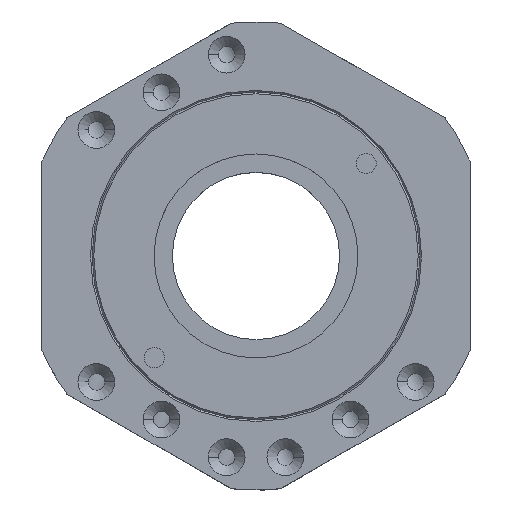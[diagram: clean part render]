
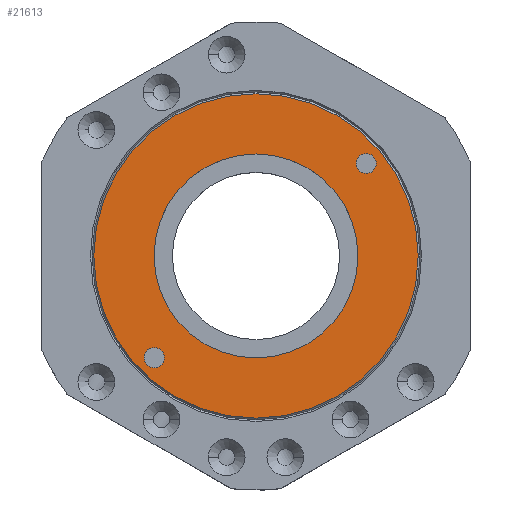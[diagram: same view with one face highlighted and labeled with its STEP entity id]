
A CAD part, top view. The second image highlights one B-rep face of the part: STEP entity #21613.
In plain terms, the highlighted face is planar.
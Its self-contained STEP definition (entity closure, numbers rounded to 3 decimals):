
#666 = ORIENTED_EDGE ( 'NONE', *, *, #14553, .F. ) ;
#921 = EDGE_CURVE ( 'NONE', #31298, #31949, #23192, .T. ) ;
#1350 = DIRECTION ( 'NONE',  ( 0., 0., -1. ) ) ;
#1678 = ORIENTED_EDGE ( 'NONE', *, *, #27128, .F. ) ;
#1763 = DIRECTION ( 'NONE',  ( -1., 0., 0. ) ) ;
#3199 = FACE_BOUND ( 'NONE', #11019, .T. ) ;
#4741 = CARTESIAN_POINT ( 'NONE',  ( 37.407, 14.707, 0. ) ) ;
#4782 = CIRCLE ( 'NONE', #33680, 30.5 ) ;
#4788 = DIRECTION ( 'NONE',  ( 1., 0., 0. ) ) ;
#4922 = DIRECTION ( 'NONE',  ( 0., 0., -1. ) ) ;
#6144 = DIRECTION ( 'NONE',  ( 1., 0., 0. ) ) ;
#6225 = VERTEX_POINT ( 'NONE', #24117 ) ;
#6652 = ORIENTED_EDGE ( 'NONE', *, *, #9411, .F. ) ;
#8193 = EDGE_CURVE ( 'NONE', #34373, #6225, #23402, .T. ) ;
#8413 = CARTESIAN_POINT ( 'NONE',  ( -30.5, 0., 0. ) ) ;
#8623 = FACE_BOUND ( 'NONE', #24186, .T. ) ;
#8742 = VERTEX_POINT ( 'NONE', #21594 ) ;
#8884 = CARTESIAN_POINT ( 'NONE',  ( 43.407, 14.707, 0. ) ) ;
#9241 = DIRECTION ( 'NONE',  ( 1., 0., 0. ) ) ;
#9411 = EDGE_CURVE ( 'NONE', #31949, #31298, #16235, .T. ) ;
#10668 = FACE_OUTER_BOUND ( 'NONE', #18891, .T. ) ;
#10837 = EDGE_CURVE ( 'NONE', #13763, #20445, #27874, .T. ) ;
#11019 = EDGE_LOOP ( 'NONE', ( #18458, #1678 ) ) ;
#11228 = AXIS2_PLACEMENT_3D ( 'NONE', #12342, #15043, #1763 ) ;
#11500 = DIRECTION ( 'NONE',  ( 0., 0., -1. ) ) ;
#11962 = DIRECTION ( 'NONE',  ( -1., 0., 0. ) ) ;
#12180 = DIRECTION ( 'NONE',  ( 0., 0., -1. ) ) ;
#12185 = AXIS2_PLACEMENT_3D ( 'NONE', #17319, #1350, #17201 ) ;
#12342 = CARTESIAN_POINT ( 'NONE',  ( -41.535, -11.129, 0. ) ) ;
#12384 = AXIS2_PLACEMENT_3D ( 'NONE', #33286, #11500, #11962 ) ;
#12595 = DIRECTION ( 'NONE',  ( 1., 0., 0. ) ) ;
#13763 = VERTEX_POINT ( 'NONE', #8413 ) ;
#14164 = DIRECTION ( 'NONE',  ( 0., 0., -1. ) ) ;
#14409 = AXIS2_PLACEMENT_3D ( 'NONE', #27252, #14164, #6144 ) ;
#14553 = EDGE_CURVE ( 'NONE', #20445, #13763, #4782, .T. ) ;
#14587 = CARTESIAN_POINT ( 'NONE',  ( 0., 0., 0. ) ) ;
#15043 = DIRECTION ( 'NONE',  ( 0., 0., -1. ) ) ;
#15706 = CIRCLE ( 'NONE', #11228, 3. ) ;
#16235 = CIRCLE ( 'NONE', #12384, 3. ) ;
#17201 = DIRECTION ( 'NONE',  ( 1., 0., 0. ) ) ;
#17280 = DIRECTION ( 'NONE',  ( 0., 0., -1. ) ) ;
#17319 = CARTESIAN_POINT ( 'NONE',  ( 0., 0., 0. ) ) ;
#17456 = CARTESIAN_POINT ( 'NONE',  ( 40.407, 14.707, 0. ) ) ;
#17866 = DIRECTION ( 'NONE',  ( -1., 0., 0. ) ) ;
#17893 = EDGE_CURVE ( 'NONE', #6225, #34373, #27984, .T. ) ;
#18079 = CARTESIAN_POINT ( 'NONE',  ( 0., 0., 0. ) ) ;
#18458 = ORIENTED_EDGE ( 'NONE', *, *, #21520, .F. ) ;
#18481 = ORIENTED_EDGE ( 'NONE', *, *, #8193, .T. ) ;
#18891 = EDGE_LOOP ( 'NONE', ( #18481, #19198 ) ) ;
#19198 = ORIENTED_EDGE ( 'NONE', *, *, #17893, .T. ) ;
#20047 = DIRECTION ( 'NONE',  ( -1., 0., 0. ) ) ;
#20440 = CARTESIAN_POINT ( 'NONE',  ( -41.535, -11.129, 0. ) ) ;
#20445 = VERTEX_POINT ( 'NONE', #32280 ) ;
#21520 = EDGE_CURVE ( 'NONE', #8742, #25124, #15706, .T. ) ;
#21594 = CARTESIAN_POINT ( 'NONE',  ( -44.535, -11.129, 0. ) ) ;
#21613 = ADVANCED_FACE ( 'NONE', ( #10668, #34016, #3199, #8623 ), #31119, .F. ) ;
#22508 = CIRCLE ( 'NONE', #34103, 3. ) ;
#22726 = EDGE_LOOP ( 'NONE', ( #24234, #6652 ) ) ;
#23099 = AXIS2_PLACEMENT_3D ( 'NONE', #18079, #28587, #4788 ) ;
#23192 = CIRCLE ( 'NONE', #23431, 3. ) ;
#23402 = CIRCLE ( 'NONE', #14409, 48.5 ) ;
#23431 = AXIS2_PLACEMENT_3D ( 'NONE', #17456, #12180, #20047 ) ;
#23588 = DIRECTION ( 'NONE',  ( 0., 0., -1. ) ) ;
#23872 = ORIENTED_EDGE ( 'NONE', *, *, #10837, .F. ) ;
#23910 = CARTESIAN_POINT ( 'NONE',  ( 48.5, 0., 0. ) ) ;
#24117 = CARTESIAN_POINT ( 'NONE',  ( -48.5, 0., 0. ) ) ;
#24186 = EDGE_LOOP ( 'NONE', ( #23872, #666 ) ) ;
#24234 = ORIENTED_EDGE ( 'NONE', *, *, #921, .F. ) ;
#25051 = AXIS2_PLACEMENT_3D ( 'NONE', #31372, #23588, #12595 ) ;
#25124 = VERTEX_POINT ( 'NONE', #28839 ) ;
#27128 = EDGE_CURVE ( 'NONE', #25124, #8742, #22508, .T. ) ;
#27252 = CARTESIAN_POINT ( 'NONE',  ( 0., 0., 0. ) ) ;
#27874 = CIRCLE ( 'NONE', #12185, 30.5 ) ;
#27984 = CIRCLE ( 'NONE', #25051, 48.5 ) ;
#28587 = DIRECTION ( 'NONE',  ( 0., 0., 1. ) ) ;
#28839 = CARTESIAN_POINT ( 'NONE',  ( -38.535, -11.129, 0. ) ) ;
#31119 = PLANE ( 'NONE',  #23099 ) ;
#31298 = VERTEX_POINT ( 'NONE', #4741 ) ;
#31372 = CARTESIAN_POINT ( 'NONE',  ( 0., 0., 0. ) ) ;
#31949 = VERTEX_POINT ( 'NONE', #8884 ) ;
#32280 = CARTESIAN_POINT ( 'NONE',  ( 30.5, 0., 0. ) ) ;
#33286 = CARTESIAN_POINT ( 'NONE',  ( 40.407, 14.707, 0. ) ) ;
#33680 = AXIS2_PLACEMENT_3D ( 'NONE', #14587, #17280, #9241 ) ;
#34016 = FACE_BOUND ( 'NONE', #22726, .T. ) ;
#34103 = AXIS2_PLACEMENT_3D ( 'NONE', #20440, #4922, #17866 ) ;
#34373 = VERTEX_POINT ( 'NONE', #23910 ) ;
